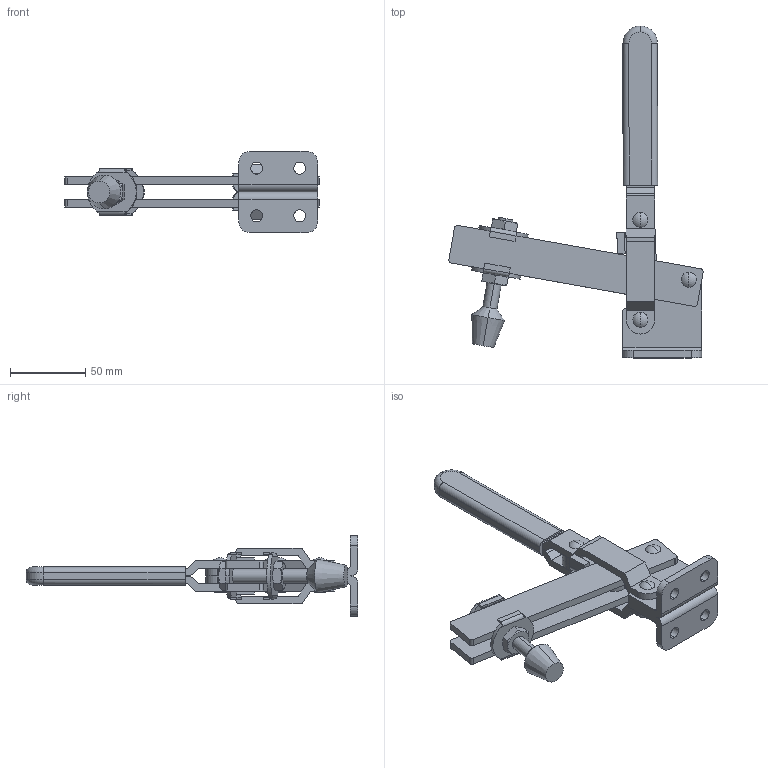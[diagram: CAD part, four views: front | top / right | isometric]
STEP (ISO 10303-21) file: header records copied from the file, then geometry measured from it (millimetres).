
FILE_DESCRIPTION (( 'STEP AP214' ), '1' );
FILE_NAME ('GH-12305(Â²¤Æ).STEP', '2020-05-21T06:56:55', ( 'LinWei' ), ( '' ), 'SwSTEP 2.0', 'SolidWorks 2016', '' );
FILE_SCHEMA (( 'AUTOMOTIVE_DESIGN' ));
Length unit declared in the file: millimetre
Products named in the file (6): Group5^GH-12305(簡化); Group4^GH-12305(簡化); Group3^GH-12305(簡化); Group2^GH-12305(簡化); Group1^GH-12305(簡化); GH-12305(簡化)
Assembly tree (5 placements, depth 2):
  GH-12305(簡化)
    Group1^GH-12305(簡化)
    Group2^GH-12305(簡化)
    Group3^GH-12305(簡化)
    Group4^GH-12305(簡化)
    Group5^GH-12305(簡化)
Bounding box: 169.32 x 221 x 54 mm (x, y, z)
Volume: 154400.4 mm3; surface area: 63481.2 mm2
Topology: 5 solids, 5 shells, 302 faces, 759 edges, 487 vertices
Faces by surface type: plane 137, cylinder 117, cone 28, torus 12, sphere 8
Entity records: 10502 total; most frequent: CARTESIAN_POINT 1940, DIRECTION 1592, ORIENTED_EDGE 1518, EDGE_CURVE 759, AXIS2_PLACEMENT_3D 591, VERTEX_POINT 487, LINE 410, VECTOR 410
